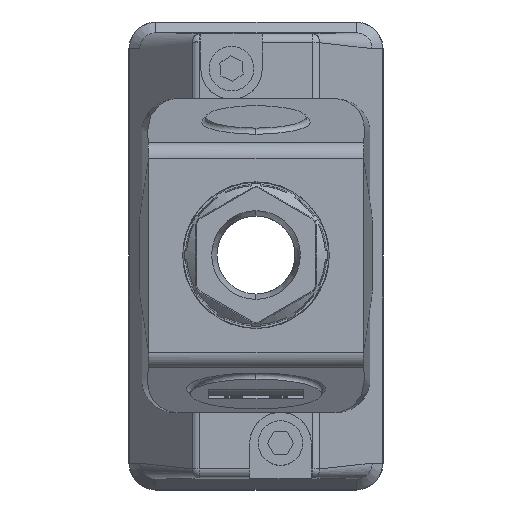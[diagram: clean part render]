
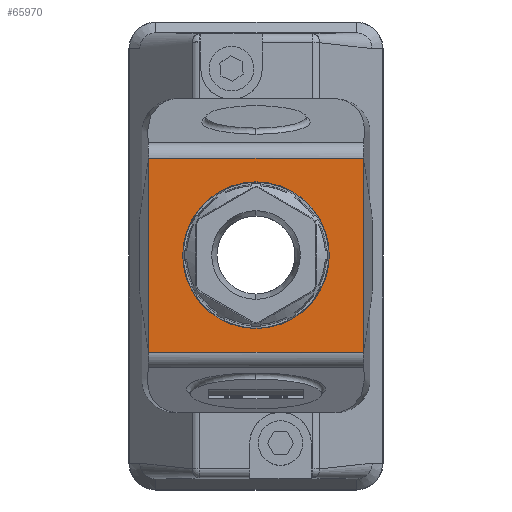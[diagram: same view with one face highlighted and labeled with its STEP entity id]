
A CAD part, top view. The second image highlights one B-rep face of the part: STEP entity #65970.
In plain terms, the highlighted planar face has unit normal (0, 0, 1).
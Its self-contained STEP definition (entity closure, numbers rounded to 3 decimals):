
#58580=CARTESIAN_POINT('',(-22.075,41.305,
96.4));
#58590=VERTEX_POINT('',#58580);
#58750=CARTESIAN_POINT('',(-22.075,89.524,
96.4));
#58760=VERTEX_POINT('',#58750);
#58790=CARTESIAN_POINT('',(-22.075,47.776,
96.4));
#58800=DIRECTION('',(0.,1.,0.));
#58810=VECTOR('',#58800,1.);
#58820=LINE('',#58790,#58810);
#58830=EDGE_CURVE('',#58590,#58760,#58820,.T.);
#65480=CARTESIAN_POINT('',(104.723,101.106,
96.4));
#65490=DIRECTION('',(0.,0.,-1.));
#65500=DIRECTION('',(-1.,0.,0.));
#65510=AXIS2_PLACEMENT_3D('',#65480,#65490,#65500);
#65520=PLANE('',#65510);
#65530=CARTESIAN_POINT('',(-0.286,65.415,
96.4));
#65540=DIRECTION('',(0.,0.,1.));
#65550=DIRECTION('',(1.,0.,0.));
#65560=AXIS2_PLACEMENT_3D('',#65530,#65540,#65550);
#65570=CIRCLE('',#65560,13.6);
#65580=CARTESIAN_POINT('',(10.139,74.148,
96.4));
#65590=VERTEX_POINT('',#65580);
#65600=CARTESIAN_POINT('',(-12.612,71.162,
96.4));
#65610=VERTEX_POINT('',#65600);
#65620=EDGE_CURVE('',#65590,#65610,#65570,.T.);
#65630=ORIENTED_EDGE('',*,*,#65620,.F.);
#65640=CARTESIAN_POINT('',(12.039,59.667,
96.4));
#65650=VERTEX_POINT('',#65640);
#65660=EDGE_CURVE('',#65610,#65650,#65570,.T.);
#65670=ORIENTED_EDGE('',*,*,#65660,.F.);
#65680=EDGE_CURVE('',#65650,#65590,#65570,.T.);
#65690=ORIENTED_EDGE('',*,*,#65680,.F.);
#65700=EDGE_LOOP('',(#65690,#65670,#65630));
#65710=FACE_BOUND('',#65700,.T.);
#65720=CARTESIAN_POINT('',(30.817,41.305,
96.4));
#65730=DIRECTION('',(-1.,0.,0.));
#65740=VECTOR('',#65730,1.);
#65750=LINE('',#65720,#65740);
#65760=CARTESIAN_POINT('',(21.502,41.305,
96.4));
#65770=VERTEX_POINT('',#65760);
#65780=EDGE_CURVE('',#65770,#58590,#65750,.T.);
#65790=ORIENTED_EDGE('',*,*,#65780,.F.);
#65800=ORIENTED_EDGE('',*,*,#58830,.F.);
#65810=CARTESIAN_POINT('',(30.817,89.524,
96.4));
#65820=DIRECTION('',(1.,0.,0.));
#65830=VECTOR('',#65820,1.);
#65840=LINE('',#65810,#65830);
#65850=CARTESIAN_POINT('',(21.502,89.524,
96.4));
#65860=VERTEX_POINT('',#65850);
#65870=EDGE_CURVE('',#58760,#65860,#65840,.T.);
#65880=ORIENTED_EDGE('',*,*,#65870,.F.);
#65890=CARTESIAN_POINT('',(21.502,47.776,
96.4));
#65900=DIRECTION('',(0.,-1.,0.));
#65910=VECTOR('',#65900,1.);
#65920=LINE('',#65890,#65910);
#65930=EDGE_CURVE('',#65860,#65770,#65920,.T.);
#65940=ORIENTED_EDGE('',*,*,#65930,.F.);
#65950=EDGE_LOOP('',(#65940,#65880,#65800,#65790));
#65960=FACE_OUTER_BOUND('',#65950,.T.);
#65970=ADVANCED_FACE('',(#65710,#65960),#65520,.F.);
